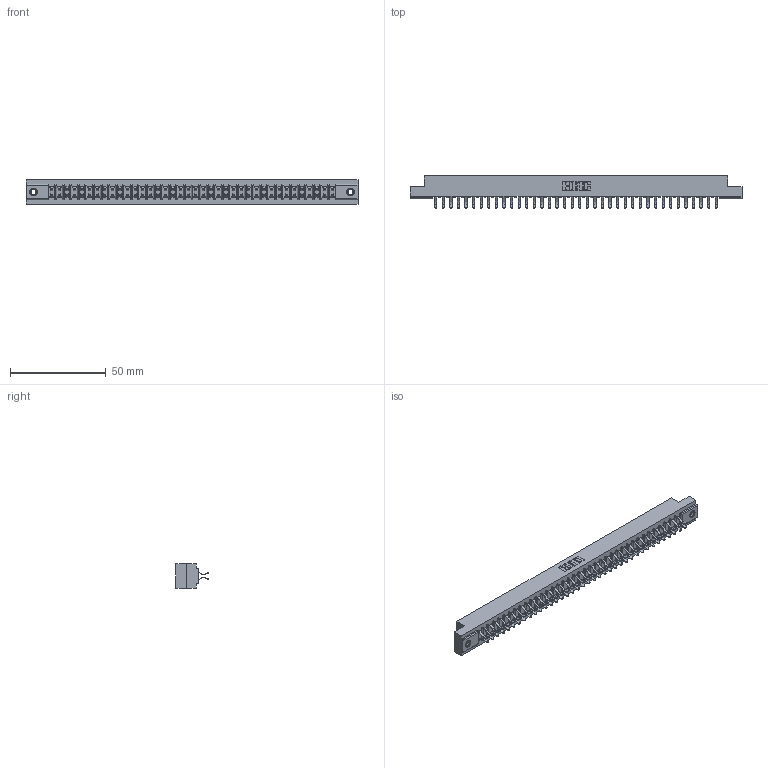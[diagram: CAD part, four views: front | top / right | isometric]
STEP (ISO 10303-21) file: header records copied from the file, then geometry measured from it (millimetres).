
FILE_DESCRIPTION (( 'STEP AP203' ), '1' );
FILE_NAME ('307-076-556-207.STEP', '2019-09-06T22:14:28', ( '' ), ( '' ), 'SwSTEP 2.0', 'SolidWorks 2016', '' );
FILE_SCHEMA (( 'CONFIG_CONTROL_DESIGN' ));
Length unit declared in the file: inch
Products named in the file (4): 307-076-556-207; 307 Part_.156 Dia Mounting Holes; 307-290-001_556; 345-250-001_345-250-005-103
Assembly tree (79 placements, depth 2):
  307-076-556-207
    307 Part_.156 Dia Mounting Holes
    307-290-001_556  x76
    345-250-001_345-250-005-103  x2
Bounding box: 173.58 x 16.97 x 12.7 mm (x, y, z)
Volume: 18402.9 mm3; surface area: 22269.4 mm2
Topology: 79 solids, 79 shells, 4017 faces, 11251 edges, 7286 vertices
Faces by surface type: plane 2610, cylinder 1313, sphere 78, cone 12, torus 4
Entity records: 35575 total; most frequent: CARTESIAN_POINT 5805, ORIENTED_EDGE 5746, DIRECTION 5697, EDGE_CURVE 2873, LINE 2201, VECTOR 2201, VERTEX_POINT 1856, AXIS2_PLACEMENT_3D 1748
